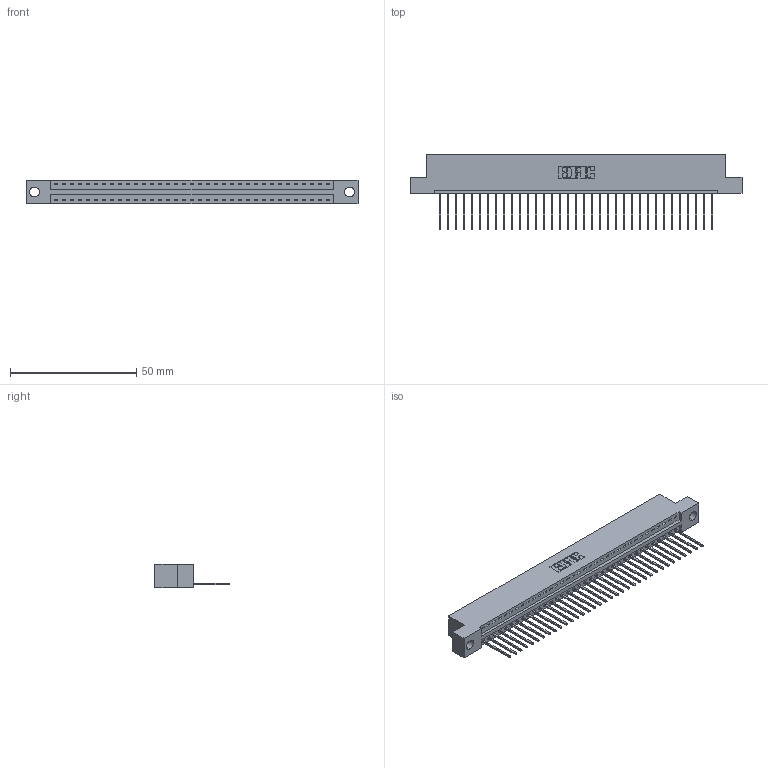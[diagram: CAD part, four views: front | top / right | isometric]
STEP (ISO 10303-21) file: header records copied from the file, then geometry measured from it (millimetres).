
FILE_DESCRIPTION (( 'STEP AP203' ), '1' );
FILE_NAME ('346-035-540-104.STEP', '2022-05-06T23:15:27', ( '' ), ( '' ), 'SwSTEP 2.0', 'SolidWorks 2020', '' );
FILE_SCHEMA (( 'CONFIG_CONTROL_DESIGN' ));
Length unit declared in the file: inch
Products named in the file (3): 346-035-540-104; 345-292-001_345-293-140; 346 Part_Flush Mounting Lugs - 0.156 Dia-TH
Assembly tree (36 placements, depth 2):
  346-035-540-104
    346 Part_Flush Mounting Lugs - 0.156 Dia-TH
    345-292-001_345-293-140  x35
Bounding box: 131.7 x 29.46 x 9.4 mm (x, y, z)
Volume: 12499.7 mm3; surface area: 15730.8 mm2
Topology: 36 solids, 36 shells, 2166 faces, 6525 edges, 4302 vertices
Faces by surface type: plane 1490, cylinder 676
Entity records: 23101 total; most frequent: CARTESIAN_POINT 3971, ORIENTED_EDGE 3938, DIRECTION 3511, EDGE_CURVE 1969, VECTOR 1697, LINE 1697, VERTEX_POINT 1310, AXIS2_PLACEMENT_3D 907
